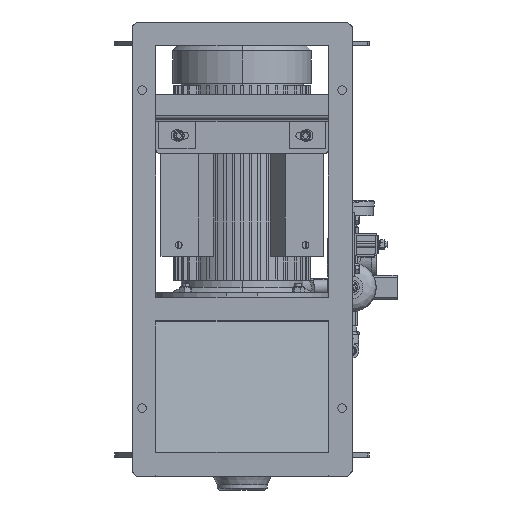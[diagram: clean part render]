
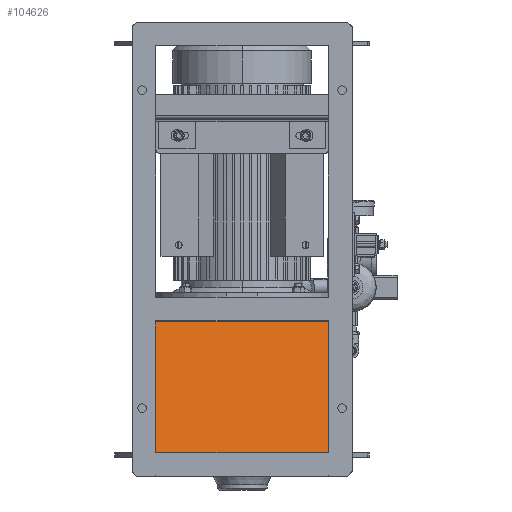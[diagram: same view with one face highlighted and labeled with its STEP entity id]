
A CAD part, front view. The second image highlights one B-rep face of the part: STEP entity #104626.
In plain terms, the highlighted planar face has unit normal (0, -0.982, 0.187).
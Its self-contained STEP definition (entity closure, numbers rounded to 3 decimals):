
#764 = VERTEX_POINT ( 'NONE', #12751 ) ;
#885 = ORIENTED_EDGE ( 'NONE', *, *, #43702, .T. ) ;
#1918 = VERTEX_POINT ( 'NONE', #84665 ) ;
#4426 = DIRECTION ( 'NONE',  ( 0., -0.187, -0.982 ) ) ;
#6122 = EDGE_CURVE ( 'NONE', #1918, #113001, #68371, .T. ) ;
#6283 = EDGE_CURVE ( 'NONE', #764, #1918, #26220, .T. ) ;
#9380 = VERTEX_POINT ( 'NONE', #25039 ) ;
#12751 = CARTESIAN_POINT ( 'NONE',  ( 190., -248.965, 192. ) ) ;
#14828 = PLANE ( 'NONE',  #34399 ) ;
#15924 = VECTOR ( 'NONE', #4426, 1000. ) ;
#20375 = LINE ( 'NONE', #87563, #84223 ) ;
#21216 = LINE ( 'NONE', #67121, #79303 ) ;
#25039 = CARTESIAN_POINT ( 'NONE',  ( -190., -248.965, 192. ) ) ;
#26220 = LINE ( 'NONE', #68111, #15924 ) ;
#34399 = AXIS2_PLACEMENT_3D ( 'NONE', #89006, #43248, #107615 ) ;
#43248 = DIRECTION ( 'NONE',  ( 0., 0.982, -0.187 ) ) ;
#43702 = EDGE_CURVE ( 'NONE', #764, #9380, #21216, .T. ) ;
#55570 = ORIENTED_EDGE ( 'NONE', *, *, #80024, .T. ) ;
#58639 = DIRECTION ( 'NONE',  ( -1., 0., 0. ) ) ;
#62419 = VECTOR ( 'NONE', #73881, 1000. ) ;
#67121 = CARTESIAN_POINT ( 'NONE',  ( 190., -248.965, 192. ) ) ;
#68111 = CARTESIAN_POINT ( 'NONE',  ( 190., -303.965, -97.437 ) ) ;
#68371 = LINE ( 'NONE', #74685, #62419 ) ;
#73881 = DIRECTION ( 'NONE',  ( -1., 0., 0. ) ) ;
#74685 = CARTESIAN_POINT ( 'NONE',  ( 190., -303.965, -97.437 ) ) ;
#75722 = ORIENTED_EDGE ( 'NONE', *, *, #6122, .F. ) ;
#79303 = VECTOR ( 'NONE', #58639, 1000. ) ;
#80024 = EDGE_CURVE ( 'NONE', #9380, #113001, #20375, .T. ) ;
#84077 = ORIENTED_EDGE ( 'NONE', *, *, #6283, .F. ) ;
#84223 = VECTOR ( 'NONE', #119036, 1000. ) ;
#84665 = CARTESIAN_POINT ( 'NONE',  ( 190., -303.965, -97.437 ) ) ;
#87563 = CARTESIAN_POINT ( 'NONE',  ( -190., -303.965, -97.437 ) ) ;
#89006 = CARTESIAN_POINT ( 'NONE',  ( 190., -303.965, -97.437 ) ) ;
#92874 = EDGE_LOOP ( 'NONE', ( #885, #55570, #75722, #84077 ) ) ;
#96905 = FACE_OUTER_BOUND ( 'NONE', #92874, .T. ) ;
#104626 = ADVANCED_FACE ( 'NONE', ( #96905 ), #14828, .F. ) ;
#105717 = CARTESIAN_POINT ( 'NONE',  ( -190., -303.965, -97.437 ) ) ;
#107615 = DIRECTION ( 'NONE',  ( 0., 0.187, 0.982 ) ) ;
#113001 = VERTEX_POINT ( 'NONE', #105717 ) ;
#119036 = DIRECTION ( 'NONE',  ( 0., -0.187, -0.982 ) ) ;
